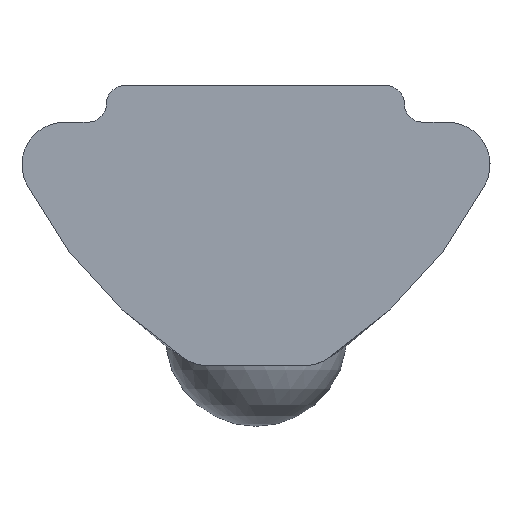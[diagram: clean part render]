
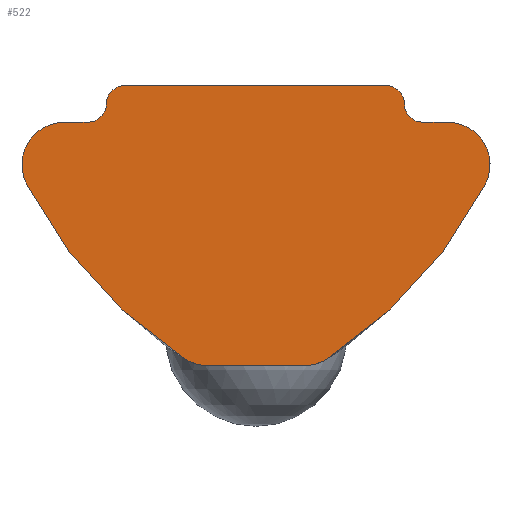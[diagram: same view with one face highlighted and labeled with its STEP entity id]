
A CAD part, left-side view. The second image highlights one B-rep face of the part: STEP entity #522.
In plain terms, the highlighted planar face has unit normal (-1, 0, 0).
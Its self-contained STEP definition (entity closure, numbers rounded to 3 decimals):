
#23=PLANE('',#595);
#47=FACE_OUTER_BOUND('',#74,.T.);
#74=EDGE_LOOP('',(#413,#414,#415,#416,#417,#418,#419,#420,#421,#422,#423,
#424,#425,#426));
#100=LINE('',#871,#132);
#103=LINE('',#877,#135);
#115=LINE('',#962,#147);
#120=LINE('',#980,#152);
#132=VECTOR('',#637,1000.);
#135=VECTOR('',#642,1000.);
#147=VECTOR('',#698,1000.);
#152=VECTOR('',#717,1000.);
#161=CIRCLE('',#554,7.5);
#163=CIRCLE('',#557,0.7);
#164=CIRCLE('',#561,7.5);
#169=CIRCLE('',#572,0.7);
#172=CIRCLE('',#577,0.7);
#174=CIRCLE('',#580,0.7);
#176=CIRCLE('',#584,0.3);
#178=CIRCLE('',#587,0.3);
#180=CIRCLE('',#591,0.3);
#182=CIRCLE('',#594,0.3);
#200=VERTEX_POINT('',#855);
#201=VERTEX_POINT('',#857);
#203=VERTEX_POINT('',#863);
#204=VERTEX_POINT('',#867);
#205=VERTEX_POINT('',#869);
#207=VERTEX_POINT('',#875);
#211=VERTEX_POINT('',#894);
#212=VERTEX_POINT('',#896);
#222=VERTEX_POINT('',#955);
#224=VERTEX_POINT('',#961);
#226=VERTEX_POINT('',#967);
#228=VERTEX_POINT('',#973);
#230=VERTEX_POINT('',#979);
#232=VERTEX_POINT('',#985);
#252=EDGE_CURVE('',#200,#201,#161,.T.);
#256=EDGE_CURVE('',#203,#200,#163,.T.);
#259=EDGE_CURVE('',#205,#204,#100,.T.);
#262=EDGE_CURVE('',#207,#203,#103,.T.);
#267=EDGE_CURVE('',#211,#212,#164,.T.);
#282=EDGE_CURVE('',#201,#205,#169,.T.);
#285=EDGE_CURVE('',#204,#211,#172,.T.);
#287=EDGE_CURVE('',#212,#222,#174,.T.);
#290=EDGE_CURVE('',#222,#224,#115,.T.);
#293=EDGE_CURVE('',#226,#224,#176,.T.);
#296=EDGE_CURVE('',#226,#228,#178,.T.);
#299=EDGE_CURVE('',#228,#230,#120,.T.);
#302=EDGE_CURVE('',#230,#232,#180,.T.);
#305=EDGE_CURVE('',#207,#232,#182,.T.);
#413=ORIENTED_EDGE('',*,*,#267,.F.);
#414=ORIENTED_EDGE('',*,*,#285,.F.);
#415=ORIENTED_EDGE('',*,*,#259,.F.);
#416=ORIENTED_EDGE('',*,*,#282,.F.);
#417=ORIENTED_EDGE('',*,*,#252,.F.);
#418=ORIENTED_EDGE('',*,*,#256,.F.);
#419=ORIENTED_EDGE('',*,*,#262,.F.);
#420=ORIENTED_EDGE('',*,*,#305,.T.);
#421=ORIENTED_EDGE('',*,*,#302,.F.);
#422=ORIENTED_EDGE('',*,*,#299,.F.);
#423=ORIENTED_EDGE('',*,*,#296,.F.);
#424=ORIENTED_EDGE('',*,*,#293,.T.);
#425=ORIENTED_EDGE('',*,*,#290,.F.);
#426=ORIENTED_EDGE('',*,*,#287,.F.);
#522=ADVANCED_FACE('',(#47),#23,.F.);
#554=AXIS2_PLACEMENT_3D('',#858,#623,#624);
#557=AXIS2_PLACEMENT_3D('',#865,#631,#632);
#561=AXIS2_PLACEMENT_3D('',#897,#648,#649);
#572=AXIS2_PLACEMENT_3D('',#945,#676,#677);
#577=AXIS2_PLACEMENT_3D('',#951,#686,#687);
#580=AXIS2_PLACEMENT_3D('',#956,#692,#693);
#584=AXIS2_PLACEMENT_3D('',#968,#704,#705);
#587=AXIS2_PLACEMENT_3D('',#974,#711,#712);
#591=AXIS2_PLACEMENT_3D('',#986,#723,#724);
#594=AXIS2_PLACEMENT_3D('',#990,#730,#731);
#595=AXIS2_PLACEMENT_3D('',#991,#732,#733);
#623=DIRECTION('center_axis',(1.,0.,0.));
#624=DIRECTION('ref_axis',(0.,-1.,0.));
#631=DIRECTION('center_axis',(1.,0.,0.));
#632=DIRECTION('ref_axis',(0.,-1.,0.));
#637=DIRECTION('',(0.,1.,0.));
#642=DIRECTION('',(0.,-1.,0.));
#648=DIRECTION('center_axis',(1.,0.,0.));
#649=DIRECTION('ref_axis',(0.,-1.,0.));
#676=DIRECTION('center_axis',(1.,0.,0.));
#677=DIRECTION('ref_axis',(0.,-1.,0.));
#686=DIRECTION('center_axis',(1.,0.,0.));
#687=DIRECTION('ref_axis',(0.,-1.,0.));
#692=DIRECTION('center_axis',(1.,0.,0.));
#693=DIRECTION('ref_axis',(0.,-1.,0.));
#698=DIRECTION('',(0.,-1.,0.));
#704=DIRECTION('center_axis',(1.,0.,0.));
#705=DIRECTION('ref_axis',(0.,-1.,0.));
#711=DIRECTION('center_axis',(1.,0.,0.));
#712=DIRECTION('ref_axis',(0.,-1.,0.));
#717=DIRECTION('',(0.,-1.,0.));
#723=DIRECTION('center_axis',(1.,0.,0.));
#724=DIRECTION('ref_axis',(0.,-1.,0.));
#730=DIRECTION('center_axis',(1.,0.,0.));
#731=DIRECTION('ref_axis',(0.,-1.,0.));
#732=DIRECTION('center_axis',(1.,0.,0.));
#733=DIRECTION('ref_axis',(0.,0.,-1.));
#855=CARTESIAN_POINT('',(-3.,-3.77,-1.62));
#857=CARTESIAN_POINT('',(-3.,-1.173,-4.488));
#858=CARTESIAN_POINT('Origin',(-3.,2.9,1.81));
#863=CARTESIAN_POINT('',(-3.,-3.147,-0.6));
#865=CARTESIAN_POINT('Origin',(-3.,-3.147,-1.3));
#867=CARTESIAN_POINT('',(-3.,0.793,-4.6));
#869=CARTESIAN_POINT('',(-3.,-0.793,-4.6));
#871=CARTESIAN_POINT('',(-3.,-0.793,-4.6));
#875=CARTESIAN_POINT('',(-3.,-2.74,-0.6));
#877=CARTESIAN_POINT('',(-3.,-2.74,-0.6));
#894=CARTESIAN_POINT('',(-3.,1.173,-4.488));
#896=CARTESIAN_POINT('',(-3.,3.77,-1.62));
#897=CARTESIAN_POINT('Origin',(-3.,-2.9,1.81));
#945=CARTESIAN_POINT('Origin',(-3.,-0.793,-3.9));
#951=CARTESIAN_POINT('Origin',(-3.,0.793,-3.9));
#955=CARTESIAN_POINT('',(-3.,3.147,-0.6));
#956=CARTESIAN_POINT('Origin',(-3.,3.147,-1.3));
#961=CARTESIAN_POINT('',(-3.,2.76,-0.6));
#962=CARTESIAN_POINT('',(-3.,3.147,-0.6));
#967=CARTESIAN_POINT('',(-3.,2.46,-0.3));
#968=CARTESIAN_POINT('Origin',(-3.,2.76,-0.3));
#973=CARTESIAN_POINT('',(-3.,2.16,0.));
#974=CARTESIAN_POINT('Origin',(-3.,2.16,-0.3));
#979=CARTESIAN_POINT('',(-3.,-2.14,0.));
#980=CARTESIAN_POINT('',(-3.,2.16,0.));
#985=CARTESIAN_POINT('',(-3.,-2.44,-0.3));
#986=CARTESIAN_POINT('Origin',(-3.,-2.14,-0.3));
#990=CARTESIAN_POINT('Origin',(-3.,-2.74,-0.3));
#991=CARTESIAN_POINT('Origin',(-3.,-2.9,1.81));
